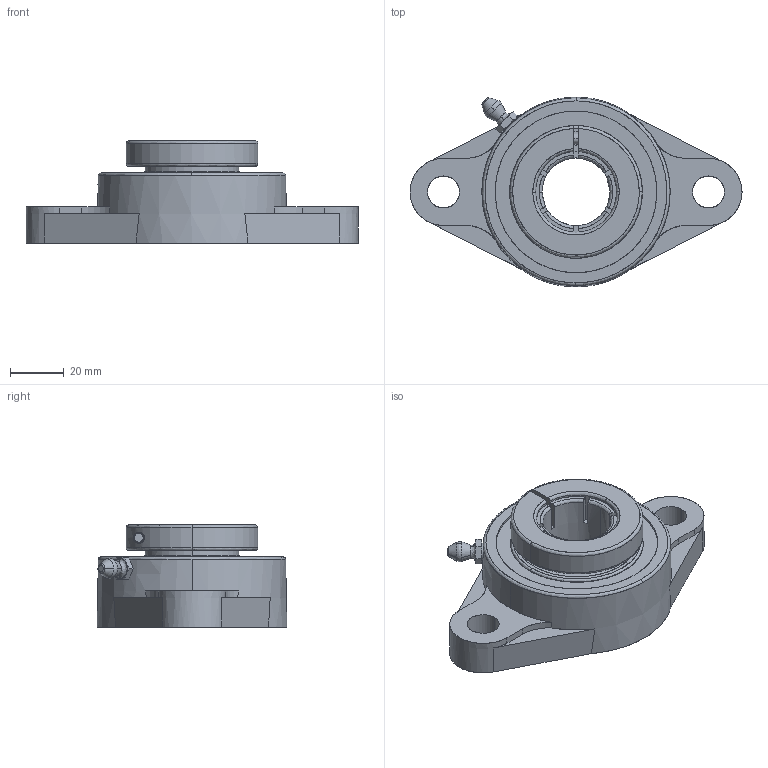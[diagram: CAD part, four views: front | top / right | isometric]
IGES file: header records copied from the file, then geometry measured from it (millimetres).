
Start section: SolidWorks IGES file using analytic representation for surfaces
Global section: file name: SFDEFAU1030104069485.igs; native system: SolidWorks 2009; preprocessor: SolidWorks 2009; author: partstream; date: 091030.104006; units: millimetre
Bounding box: 123.83 x 70.76 x 38.1 mm (x, y, z)
Surface area: 27087.9 mm2 (no closed solid volume)
Topology: 0 solids, 0 shells, 165 faces, 2892 edges, 2900 vertices
Faces by surface type: bspline 98, revolution 67
